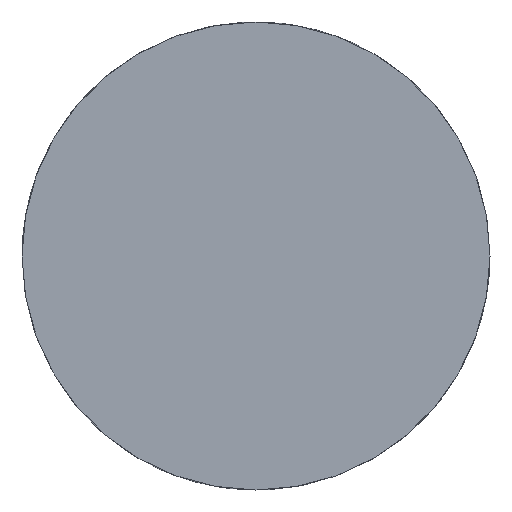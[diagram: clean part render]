
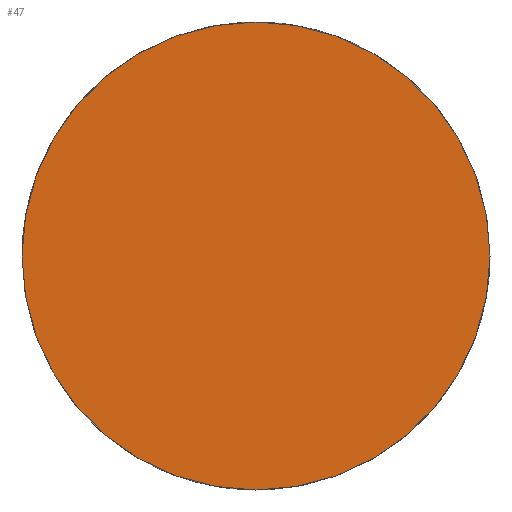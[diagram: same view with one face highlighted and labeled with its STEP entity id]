
A CAD part, left-side view. The second image highlights one B-rep face of the part: STEP entity #47.
In plain terms, the highlighted planar face has unit normal (-1, 0, 0).
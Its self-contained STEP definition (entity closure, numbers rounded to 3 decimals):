
#10 = DIRECTION ( 'NONE',  ( 0., 1., 0. ) ) ;
#13 = ORIENTED_EDGE ( 'NONE', *, *, #34, .T. ) ;
#18 = DIRECTION ( 'NONE',  ( 1., 0., 0. ) ) ;
#20 = AXIS2_PLACEMENT_3D ( 'NONE', #29, #18, #10 ) ;
#25 = DIRECTION ( 'NONE',  ( 0., -1., 0. ) ) ;
#29 = CARTESIAN_POINT ( 'NONE',  ( 0., 25., 50. ) ) ;
#31 = CIRCLE ( 'NONE', #119, 25. ) ;
#34 = EDGE_CURVE ( 'NONE', #120, #125, #88, .T. ) ;
#42 = CARTESIAN_POINT ( 'NONE',  ( 0., 0., 25. ) ) ;
#47 = ADVANCED_FACE ( 'NONE', ( #116 ), #58, .F. ) ;
#48 = DIRECTION ( 'NONE',  ( -1., 0., 0. ) ) ;
#50 = ORIENTED_EDGE ( 'NONE', *, *, #115, .T. ) ;
#58 = PLANE ( 'NONE',  #20 ) ;
#66 = DIRECTION ( 'NONE',  ( 0., -1., 0. ) ) ;
#67 = CARTESIAN_POINT ( 'NONE',  ( 0., 25., 25. ) ) ;
#75 = CARTESIAN_POINT ( 'NONE',  ( 0., 0., 25. ) ) ;
#82 = AXIS2_PLACEMENT_3D ( 'NONE', #75, #48, #25 ) ;
#88 = CIRCLE ( 'NONE', #82, 25. ) ;
#104 = EDGE_LOOP ( 'NONE', ( #50, #13 ) ) ;
#115 = EDGE_CURVE ( 'NONE', #125, #120, #31, .T. ) ;
#116 = FACE_OUTER_BOUND ( 'NONE', #104, .T. ) ;
#119 = AXIS2_PLACEMENT_3D ( 'NONE', #42, #133, #66 ) ;
#120 = VERTEX_POINT ( 'NONE', #67 ) ;
#125 = VERTEX_POINT ( 'NONE', #127 ) ;
#127 = CARTESIAN_POINT ( 'NONE',  ( 0., -25., 25. ) ) ;
#133 = DIRECTION ( 'NONE',  ( -1., 0., 0. ) ) ;
